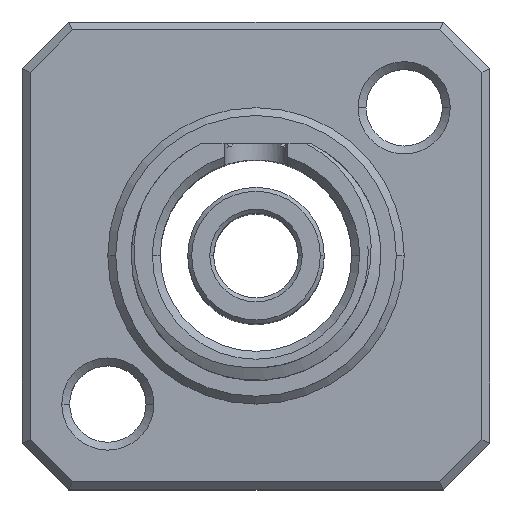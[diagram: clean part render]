
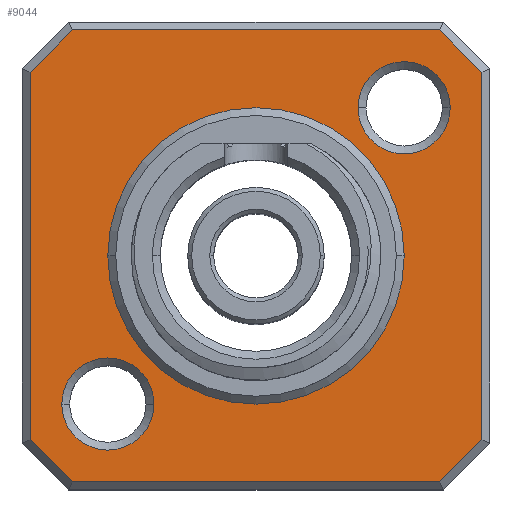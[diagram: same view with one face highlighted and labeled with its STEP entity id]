
A CAD part, top view. The second image highlights one B-rep face of the part: STEP entity #9044.
In plain terms, the highlighted planar face has unit normal (0, 0, 1).
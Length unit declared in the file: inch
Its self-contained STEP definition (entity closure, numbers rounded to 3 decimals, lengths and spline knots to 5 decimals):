
#269 = DIRECTION ( 'NONE',  ( 0., 0., -1. ) ) ;
#322 = VECTOR ( 'NONE', #4805, 39.37008 ) ;
#365 = EDGE_CURVE ( 'NONE', #13216, #14955, #4658, .T. ) ;
#421 = CARTESIAN_POINT ( 'NONE',  ( 0.12878, 0.18701, 0.07874 ) ) ;
#535 = DIRECTION ( 'NONE',  ( 0.707, -0.707, 0. ) ) ;
#730 = EDGE_CURVE ( 'NONE', #9459, #8737, #9664, .T. ) ;
#801 = DIRECTION ( 'NONE',  ( 1., 0., 0. ) ) ;
#904 = CARTESIAN_POINT ( 'NONE',  ( 0.23208, 0.28528, 0.07874 ) ) ;
#1105 = CARTESIAN_POINT ( 'NONE',  ( -0.18701, -0.18701, 0.07874 ) ) ;
#1245 = EDGE_CURVE ( 'NONE', #5880, #13563, #9773, .T. ) ;
#1255 = CARTESIAN_POINT ( 'NONE',  ( -0.24524, -0.18701, 0.07874 ) ) ;
#1280 = VERTEX_POINT ( 'NONE', #11976 ) ;
#1986 = CARTESIAN_POINT ( 'NONE',  ( 0.24524, 0.18701, 0.07874 ) ) ;
#2293 = VECTOR ( 'NONE', #11589, 39.37008 ) ;
#2419 = EDGE_CURVE ( 'NONE', #11776, #5880, #12596, .T. ) ;
#2681 = ORIENTED_EDGE ( 'NONE', *, *, #7403, .T. ) ;
#2910 = CARTESIAN_POINT ( 'NONE',  ( 0.23208, -0.28528, 0.07874 ) ) ;
#2951 = FACE_BOUND ( 'NONE', #10610, .T. ) ;
#3168 = ORIENTED_EDGE ( 'NONE', *, *, #5617, .T. ) ;
#3501 = DIRECTION ( 'NONE',  ( 0., -1., 0. ) ) ;
#3555 = EDGE_CURVE ( 'NONE', #12165, #13216, #7969, .T. ) ;
#3573 = VECTOR ( 'NONE', #3501, 39.37008 ) ;
#3603 = CARTESIAN_POINT ( 'NONE',  ( -0.25868, 0.25868, 0.07874 ) ) ;
#3604 = VECTOR ( 'NONE', #535, 39.37008 ) ;
#3711 = CIRCLE ( 'NONE', #7337, 0.05823 ) ;
#3753 = LINE ( 'NONE', #3603, #322 ) ;
#3792 = ORIENTED_EDGE ( 'NONE', *, *, #1245, .T. ) ;
#4011 = AXIS2_PLACEMENT_3D ( 'NONE', #6161, #10718, #4951 ) ;
#4090 = VECTOR ( 'NONE', #9348, 39.37008 ) ;
#4658 = LINE ( 'NONE', #9133, #4966 ) ;
#4735 = VERTEX_POINT ( 'NONE', #1986 ) ;
#4805 = DIRECTION ( 'NONE',  ( -0.707, -0.707, 0. ) ) ;
#4951 = DIRECTION ( 'NONE',  ( 1., 0., 0. ) ) ;
#4960 = CIRCLE ( 'NONE', #10533, 0.05823 ) ;
#4966 = VECTOR ( 'NONE', #6936, 39.37008 ) ;
#5099 = DIRECTION ( 'NONE',  ( 0., 0., -1. ) ) ;
#5274 = LINE ( 'NONE', #6406, #12635 ) ;
#5390 = DIRECTION ( 'NONE',  ( 0., 0., -1. ) ) ;
#5617 = EDGE_CURVE ( 'NONE', #14955, #9189, #5274, .T. ) ;
#5657 = AXIS2_PLACEMENT_3D ( 'NONE', #11064, #6427, #8850 ) ;
#5788 = EDGE_CURVE ( 'NONE', #10036, #14522, #14806, .T. ) ;
#5847 = CARTESIAN_POINT ( 'NONE',  ( 0.25868, -0.25868, 0.07874 ) ) ;
#5858 = CARTESIAN_POINT ( 'NONE',  ( 0.28528, -0.23208, 0.07874 ) ) ;
#5880 = VERTEX_POINT ( 'NONE', #10340 ) ;
#5920 = CARTESIAN_POINT ( 'NONE',  ( 0.28528, 0.23208, 0.07874 ) ) ;
#6129 = CARTESIAN_POINT ( 'NONE',  ( -0.25868, -0.25868, 0.07874 ) ) ;
#6161 = CARTESIAN_POINT ( 'NONE',  ( 0., 0., 0.07874 ) ) ;
#6262 = CARTESIAN_POINT ( 'NONE',  ( 0.18717, 0., 0.07874 ) ) ;
#6308 = DIRECTION ( 'NONE',  ( 1., 0., 0. ) ) ;
#6406 = CARTESIAN_POINT ( 'NONE',  ( 0.25868, 0.25868, 0.07874 ) ) ;
#6427 = DIRECTION ( 'NONE',  ( 0., 0., 1. ) ) ;
#6647 = PLANE ( 'NONE',  #5657 ) ;
#6655 = CIRCLE ( 'NONE', #4011, 0.18717 ) ;
#6936 = DIRECTION ( 'NONE',  ( 0., 1., 0. ) ) ;
#7217 = EDGE_CURVE ( 'NONE', #8122, #4735, #4960, .T. ) ;
#7246 = CARTESIAN_POINT ( 'NONE',  ( -0.18701, -0.18701, 0.07874 ) ) ;
#7337 = AXIS2_PLACEMENT_3D ( 'NONE', #14211, #269, #11790 ) ;
#7403 = EDGE_CURVE ( 'NONE', #8737, #9459, #6655, .T. ) ;
#7666 = CARTESIAN_POINT ( 'NONE',  ( 0., 0., 0.07874 ) ) ;
#7849 = CIRCLE ( 'NONE', #14168, 0.05823 ) ;
#7969 = LINE ( 'NONE', #5847, #4090 ) ;
#8079 = ORIENTED_EDGE ( 'NONE', *, *, #365, .T. ) ;
#8122 = VERTEX_POINT ( 'NONE', #421 ) ;
#8126 = EDGE_LOOP ( 'NONE', ( #8079, #3168, #14071, #8647, #14056, #3792, #11429, #10798 ) ) ;
#8186 = CARTESIAN_POINT ( 'NONE',  ( -0.28528, -0.23622, 0.07874 ) ) ;
#8647 = ORIENTED_EDGE ( 'NONE', *, *, #14315, .T. ) ;
#8690 = CARTESIAN_POINT ( 'NONE',  ( -0.12878, -0.18701, 0.07874 ) ) ;
#8737 = VERTEX_POINT ( 'NONE', #10987 ) ;
#8811 = ORIENTED_EDGE ( 'NONE', *, *, #730, .T. ) ;
#8850 = DIRECTION ( 'NONE',  ( 1., 0., 0. ) ) ;
#9044 = ADVANCED_FACE ( 'NONE', ( #11283, #11355, #2951, #13562 ), #6647, .T. ) ;
#9110 = ORIENTED_EDGE ( 'NONE', *, *, #11661, .T. ) ;
#9133 = CARTESIAN_POINT ( 'NONE',  ( 0.28528, 0.23622, 0.07874 ) ) ;
#9189 = VERTEX_POINT ( 'NONE', #904 ) ;
#9348 = DIRECTION ( 'NONE',  ( 0.707, 0.707, 0. ) ) ;
#9436 = DIRECTION ( 'NONE',  ( 0., 0., -1. ) ) ;
#9459 = VERTEX_POINT ( 'NONE', #6262 ) ;
#9664 = CIRCLE ( 'NONE', #11605, 0.18717 ) ;
#9680 = EDGE_LOOP ( 'NONE', ( #2681, #8811 ) ) ;
#9722 = AXIS2_PLACEMENT_3D ( 'NONE', #1105, #9436, #12852 ) ;
#9773 = LINE ( 'NONE', #6129, #3604 ) ;
#9966 = CARTESIAN_POINT ( 'NONE',  ( -0.28528, 0.23208, 0.07874 ) ) ;
#9970 = EDGE_CURVE ( 'NONE', #9189, #1280, #10439, .T. ) ;
#10036 = VERTEX_POINT ( 'NONE', #8690 ) ;
#10220 = EDGE_CURVE ( 'NONE', #13563, #12165, #13604, .T. ) ;
#10292 = CARTESIAN_POINT ( 'NONE',  ( -0.23622, 0.28528, 0.07874 ) ) ;
#10340 = CARTESIAN_POINT ( 'NONE',  ( -0.28528, -0.23208, 0.07874 ) ) ;
#10439 = LINE ( 'NONE', #10292, #2293 ) ;
#10533 = AXIS2_PLACEMENT_3D ( 'NONE', #14281, #5099, #6308 ) ;
#10610 = EDGE_LOOP ( 'NONE', ( #14454, #9110 ) ) ;
#10718 = DIRECTION ( 'NONE',  ( 0., 0., -1. ) ) ;
#10792 = CARTESIAN_POINT ( 'NONE',  ( -0.23208, -0.28528, 0.07874 ) ) ;
#10798 = ORIENTED_EDGE ( 'NONE', *, *, #3555, .T. ) ;
#10987 = CARTESIAN_POINT ( 'NONE',  ( -0.18717, 0., 0.07874 ) ) ;
#11064 = CARTESIAN_POINT ( 'NONE',  ( 0., 0., 0.07874 ) ) ;
#11283 = FACE_BOUND ( 'NONE', #9680, .T. ) ;
#11355 = FACE_OUTER_BOUND ( 'NONE', #8126, .T. ) ;
#11429 = ORIENTED_EDGE ( 'NONE', *, *, #10220, .T. ) ;
#11589 = DIRECTION ( 'NONE',  ( -1., 0., 0. ) ) ;
#11605 = AXIS2_PLACEMENT_3D ( 'NONE', #7666, #5390, #12296 ) ;
#11661 = EDGE_CURVE ( 'NONE', #14522, #10036, #7849, .T. ) ;
#11742 = VECTOR ( 'NONE', #801, 39.37008 ) ;
#11776 = VERTEX_POINT ( 'NONE', #9966 ) ;
#11790 = DIRECTION ( 'NONE',  ( 1., 0., 0. ) ) ;
#11874 = DIRECTION ( 'NONE',  ( 1., 0., 0. ) ) ;
#11879 = ORIENTED_EDGE ( 'NONE', *, *, #14423, .T. ) ;
#11976 = CARTESIAN_POINT ( 'NONE',  ( -0.23208, 0.28528, 0.07874 ) ) ;
#12165 = VERTEX_POINT ( 'NONE', #2910 ) ;
#12296 = DIRECTION ( 'NONE',  ( 1., 0., 0. ) ) ;
#12596 = LINE ( 'NONE', #8186, #3573 ) ;
#12635 = VECTOR ( 'NONE', #13472, 39.37008 ) ;
#12852 = DIRECTION ( 'NONE',  ( 1., 0., 0. ) ) ;
#13216 = VERTEX_POINT ( 'NONE', #5858 ) ;
#13472 = DIRECTION ( 'NONE',  ( -0.707, 0.707, 0. ) ) ;
#13562 = FACE_BOUND ( 'NONE', #14614, .T. ) ;
#13563 = VERTEX_POINT ( 'NONE', #10792 ) ;
#13604 = LINE ( 'NONE', #14582, #11742 ) ;
#14056 = ORIENTED_EDGE ( 'NONE', *, *, #2419, .T. ) ;
#14071 = ORIENTED_EDGE ( 'NONE', *, *, #9970, .T. ) ;
#14168 = AXIS2_PLACEMENT_3D ( 'NONE', #7246, #14225, #11874 ) ;
#14211 = CARTESIAN_POINT ( 'NONE',  ( 0.18701, 0.18701, 0.07874 ) ) ;
#14225 = DIRECTION ( 'NONE',  ( 0., 0., -1. ) ) ;
#14281 = CARTESIAN_POINT ( 'NONE',  ( 0.18701, 0.18701, 0.07874 ) ) ;
#14315 = EDGE_CURVE ( 'NONE', #1280, #11776, #3753, .T. ) ;
#14423 = EDGE_CURVE ( 'NONE', #4735, #8122, #3711, .T. ) ;
#14454 = ORIENTED_EDGE ( 'NONE', *, *, #5788, .T. ) ;
#14522 = VERTEX_POINT ( 'NONE', #1255 ) ;
#14582 = CARTESIAN_POINT ( 'NONE',  ( 0.23622, -0.28528, 0.07874 ) ) ;
#14614 = EDGE_LOOP ( 'NONE', ( #11879, #14767 ) ) ;
#14767 = ORIENTED_EDGE ( 'NONE', *, *, #7217, .T. ) ;
#14806 = CIRCLE ( 'NONE', #9722, 0.05823 ) ;
#14955 = VERTEX_POINT ( 'NONE', #5920 ) ;
